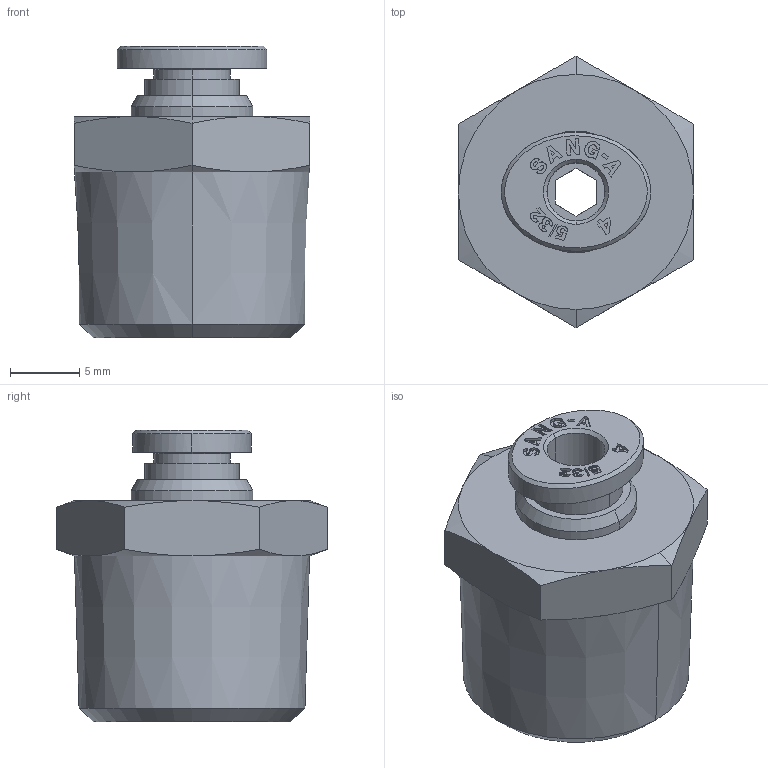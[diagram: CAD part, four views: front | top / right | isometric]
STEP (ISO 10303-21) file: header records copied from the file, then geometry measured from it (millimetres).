
FILE_DESCRIPTION((''),'2;1');
FILE_NAME('GPC 0403(3D).stp','2012-12-20T13:59:51',(''),(''),'Mechanical Desktop.R8.0.24.0','Mechanical Desktop.R8.0.24.0',', , ');
FILE_SCHEMA(('CONFIG_CONTROL_DESIGN'));
Length unit declared in the file: millimetre
Products named in the file (2): GPC 0403(3D); ºÎÇ°1
Assembly tree (1 placements, depth 2):
  GPC 0403(3D)
    ºÎÇ°1
Bounding box: 17 x 19.63 x 21.1 mm (x, y, z)
Volume: 3432 mm3; surface area: 1782.3 mm2
Topology: 1 solids, 1 shells, 422 faces, 1172 edges, 771 vertices
Faces by surface type: plane 345, cone 30, bspline 29, cylinder 18
Entity records: 13949 total; most frequent: CARTESIAN_POINT 3131, ORIENTED_EDGE 2344, DIRECTION 2046, EDGE_CURVE 1172, VECTOR 1018, LINE 1018, VERTEX_POINT 771, AXIS2_PLACEMENT_3D 514
